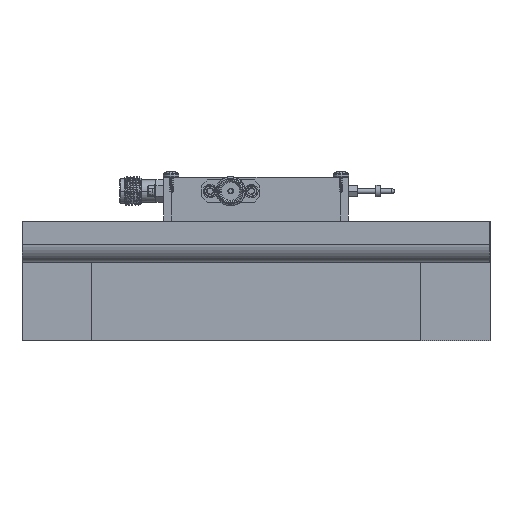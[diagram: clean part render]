
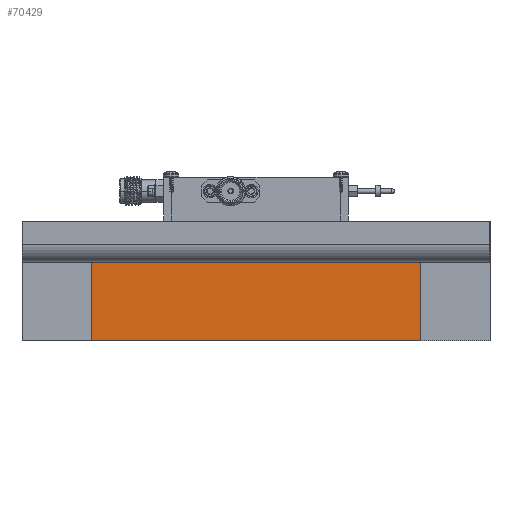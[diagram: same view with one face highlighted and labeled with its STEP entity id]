
A CAD part, left-side view. The second image highlights one B-rep face of the part: STEP entity #70429.
In plain terms, the highlighted planar face has unit normal (-1, 0, 0).
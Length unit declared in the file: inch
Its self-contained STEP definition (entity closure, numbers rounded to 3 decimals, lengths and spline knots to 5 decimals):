
#1511 = DIRECTION ( 'NONE',  ( 0., 1., 0. ) ) ;
#4708 = VECTOR ( 'NONE', #43919, 39.37008 ) ;
#5264 = CARTESIAN_POINT ( 'NONE',  ( -3.1378, -1.40748, -1.39764 ) ) ;
#6936 = EDGE_CURVE ( 'NONE', #55797, #31475, #82325, .T. ) ;
#20767 = CARTESIAN_POINT ( 'NONE',  ( -3.1378, -1.40748, -0.61024 ) ) ;
#25750 = CARTESIAN_POINT ( 'NONE',  ( -3.1378, 1.40748, -1.39764 ) ) ;
#26633 = LINE ( 'NONE', #77308, #4708 ) ;
#28202 = DIRECTION ( 'NONE',  ( 0., 0., 1. ) ) ;
#31208 = VECTOR ( 'NONE', #36661, 39.37008 ) ;
#31475 = VERTEX_POINT ( 'NONE', #56999 ) ;
#35807 = CARTESIAN_POINT ( 'NONE',  ( -3.1378, -1.99803, -0.61024 ) ) ;
#36661 = DIRECTION ( 'NONE',  ( 0., 1., 0. ) ) ;
#39531 = ORIENTED_EDGE ( 'NONE', *, *, #6936, .T. ) ;
#42019 = EDGE_LOOP ( 'NONE', ( #39531, #51925, #68466, #67619 ) ) ;
#43153 = AXIS2_PLACEMENT_3D ( 'NONE', #35807, #54999, #28202 ) ;
#43919 = DIRECTION ( 'NONE',  ( 0., 0., -1. ) ) ;
#49567 = EDGE_CURVE ( 'NONE', #62313, #78554, #75313, .T. ) ;
#50393 = VECTOR ( 'NONE', #1511, 39.37008 ) ;
#51503 = FACE_OUTER_BOUND ( 'NONE', #42019, .T. ) ;
#51925 = ORIENTED_EDGE ( 'NONE', *, *, #68892, .T. ) ;
#52673 = CARTESIAN_POINT ( 'NONE',  ( -3.1378, -1.40748, -0.61024 ) ) ;
#54999 = DIRECTION ( 'NONE',  ( 1., 0., 0. ) ) ;
#55567 = PLANE ( 'NONE',  #43153 ) ;
#55797 = VERTEX_POINT ( 'NONE', #52673 ) ;
#56999 = CARTESIAN_POINT ( 'NONE',  ( -3.1378, 1.40748, -0.61024 ) ) ;
#62313 = VERTEX_POINT ( 'NONE', #5264 ) ;
#64313 = LINE ( 'NONE', #20767, #86240 ) ;
#67387 = DIRECTION ( 'NONE',  ( 0., 0., 1. ) ) ;
#67619 = ORIENTED_EDGE ( 'NONE', *, *, #82872, .T. ) ;
#68466 = ORIENTED_EDGE ( 'NONE', *, *, #49567, .F. ) ;
#68892 = EDGE_CURVE ( 'NONE', #31475, #78554, #26633, .T. ) ;
#70429 = ADVANCED_FACE ( 'NONE', ( #51503 ), #55567, .F. ) ;
#74925 = CARTESIAN_POINT ( 'NONE',  ( -3.1378, -1.99803, -1.39764 ) ) ;
#75313 = LINE ( 'NONE', #74925, #50393 ) ;
#77308 = CARTESIAN_POINT ( 'NONE',  ( -3.1378, 1.40748, -0.61024 ) ) ;
#78554 = VERTEX_POINT ( 'NONE', #25750 ) ;
#82325 = LINE ( 'NONE', #82974, #31208 ) ;
#82872 = EDGE_CURVE ( 'NONE', #62313, #55797, #64313, .T. ) ;
#82974 = CARTESIAN_POINT ( 'NONE',  ( -3.1378, -1.99803, -0.61024 ) ) ;
#86240 = VECTOR ( 'NONE', #67387, 39.37008 ) ;
